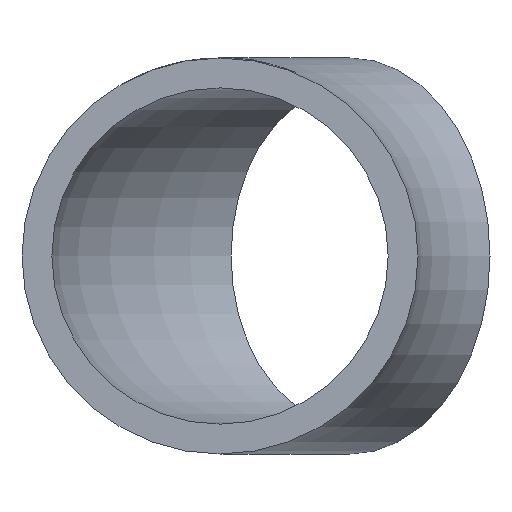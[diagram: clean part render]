
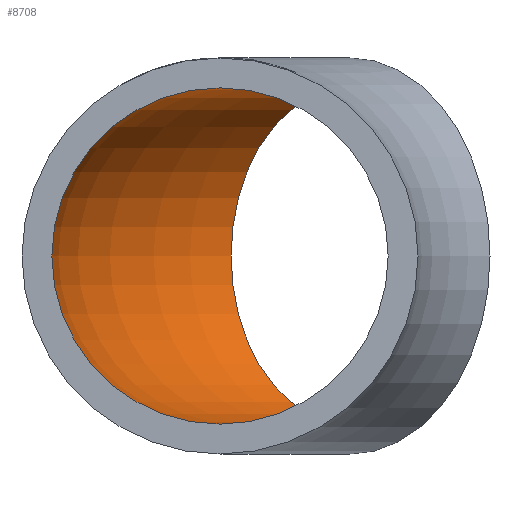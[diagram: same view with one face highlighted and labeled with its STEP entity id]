
A CAD part, front view. The second image highlights one B-rep face of the part: STEP entity #8708.
In plain terms, the highlighted toroidal (fillet/blend) face has major radius 47.5 mm and minor radius 18 mm.
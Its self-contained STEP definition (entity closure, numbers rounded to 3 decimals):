
#765 = DIRECTION ( 'NONE',  ( 0., 1., 0. ) ) ;
#2415 = ORIENTED_EDGE ( 'NONE', *, *, #6809, .T. ) ;
#3312 = DIRECTION ( 'NONE',  ( -0.707, 0.707, 0. ) ) ;
#3605 = CIRCLE ( 'NONE', #8269, 18. ) ;
#4952 = TOROIDAL_SURFACE ( 'NONE', #8378, 47.5, 18. ) ;
#5491 = DIRECTION ( 'NONE',  ( 0., 0., 1. ) ) ;
#6717 = CARTESIAN_POINT ( 'NONE',  ( -46.315, 46.315, 0. ) ) ;
#6809 = EDGE_CURVE ( 'NONE', #10029, #10029, #8266, .T. ) ;
#6872 = CARTESIAN_POINT ( 'NONE',  ( -33.588, 33.588, 0. ) ) ;
#7170 = DIRECTION ( 'NONE',  ( -1., 0., 0. ) ) ;
#7302 = AXIS2_PLACEMENT_3D ( 'NONE', #6872, #11630, #3312 ) ;
#7393 = EDGE_CURVE ( 'NONE', #9022, #9022, #3605, .T. ) ;
#8266 = CIRCLE ( 'NONE', #7302, 18. ) ;
#8269 = AXIS2_PLACEMENT_3D ( 'NONE', #9177, #765, #5491 ) ;
#8378 = AXIS2_PLACEMENT_3D ( 'NONE', #11779, #9707, #7170 ) ;
#8708 = ADVANCED_FACE ( 'NONE', ( #13034, #9631 ), #4952, .F. ) ;
#9022 = VERTEX_POINT ( 'NONE', #11400 ) ;
#9177 = CARTESIAN_POINT ( 'NONE',  ( -47.5, 0., 0. ) ) ;
#9631 = FACE_OUTER_BOUND ( 'NONE', #14006, .T. ) ;
#9707 = DIRECTION ( 'NONE',  ( 0., 0., -1. ) ) ;
#10029 = VERTEX_POINT ( 'NONE', #6717 ) ;
#11400 = CARTESIAN_POINT ( 'NONE',  ( -47.5, 0., 18. ) ) ;
#11630 = DIRECTION ( 'NONE',  ( 0.707, 0.707, 0. ) ) ;
#11779 = CARTESIAN_POINT ( 'NONE',  ( 0., 0., 0. ) ) ;
#12032 = EDGE_LOOP ( 'NONE', ( #2415 ) ) ;
#13034 = FACE_OUTER_BOUND ( 'NONE', #12032, .T. ) ;
#13283 = ORIENTED_EDGE ( 'NONE', *, *, #7393, .F. ) ;
#14006 = EDGE_LOOP ( 'NONE', ( #13283 ) ) ;
